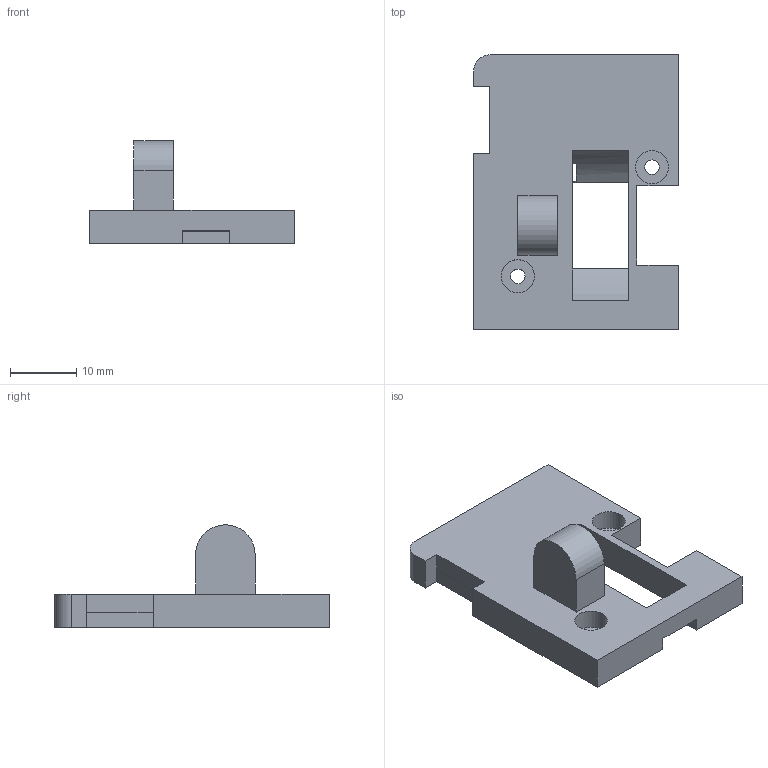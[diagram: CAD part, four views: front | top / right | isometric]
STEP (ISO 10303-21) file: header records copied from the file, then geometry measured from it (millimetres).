
FILE_DESCRIPTION(('Open CASCADE Model'),'2;1');
FILE_NAME('Open CASCADE Shape Model','2023-01-30T23:27:53',('Author'),( 'Open CASCADE'),'Open CASCADE STEP processor 7.6','Open CASCADE 7.6' ,'Unknown');
FILE_SCHEMA(('AUTOMOTIVE_DESIGN { 1 0 10303 214 1 1 1 1 }'));
Length unit declared in the file: millimetre
Products named in the file (5): CQ assembly; 02ae7b8e-a128-11ed-a8dc-7c67a220b3cc; 02ae7b8e-a128-11ed-a8dc-7c67a220b3cc_part; 02ae7e18-a128-11ed-a8dc-7c67a220b3cc; 02ae7e18-a128-11ed-a8dc-7c67a220b3cc_part
Assembly tree (4 placements, depth 4):
  CQ assembly
    02ae7b8e-a128-11ed-a8dc-7c67a220b3cc
      02ae7b8e-a128-11ed-a8dc-7c67a220b3cc_part
      02ae7e18-a128-11ed-a8dc-7c67a220b3cc
        02ae7e18-a128-11ed-a8dc-7c67a220b3cc_part
Bounding box: 31 x 41.5 x 15.5 mm (x, y, z)
Volume: 4037.2 mm3; surface area: 3876.6 mm2
Topology: 1 solids, 1 shells, 81 faces, 227 edges, 151 vertices
Faces by surface type: plane 72, cylinder 9
Full cylindrical faces by diameter (mm): 2.2 x2, 5 x3
Entity records: 5534 total; most frequent: CARTESIAN_POINT 1096, DIRECTION 740, LINE 517, VECTOR 517, ORIENTED_EDGE 454, PCURVE 454, DEFINITIONAL_REPRESENTATION 454, EDGE_CURVE 227
